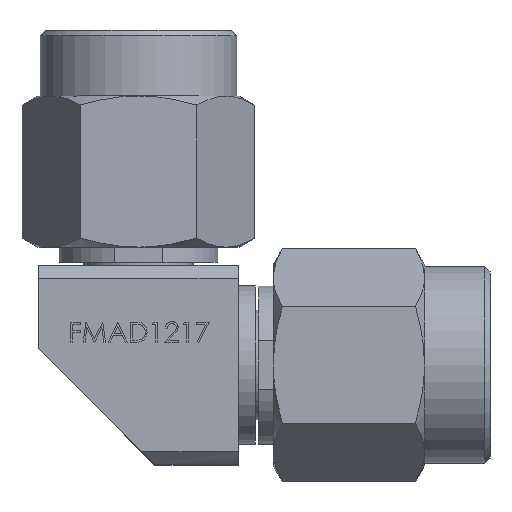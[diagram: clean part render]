
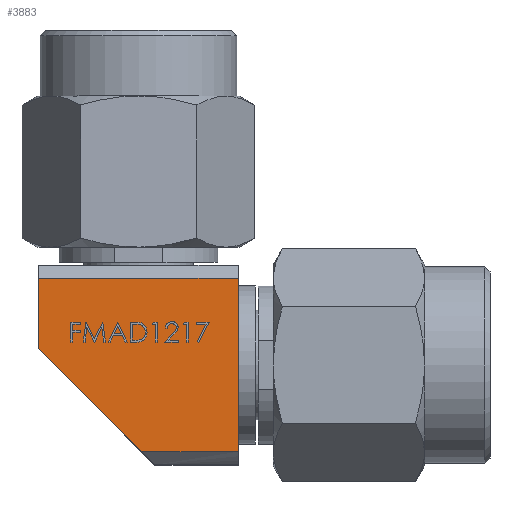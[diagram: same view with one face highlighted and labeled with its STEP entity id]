
A CAD part, top view. The second image highlights one B-rep face of the part: STEP entity #3883.
In plain terms, the highlighted planar face has unit normal (0, 0, 1).
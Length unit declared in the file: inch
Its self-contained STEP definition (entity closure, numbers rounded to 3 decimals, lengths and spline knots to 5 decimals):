
#65 = VECTOR ( 'NONE', #201, 39.37008 ) ;
#112 = ORIENTED_EDGE ( 'NONE', *, *, #5113, .T. ) ;
#158 = LINE ( 'NONE', #4067, #1125 ) ;
#183 = DIRECTION ( 'NONE',  ( 1., 0., 0. ) ) ;
#201 = DIRECTION ( 'NONE',  ( 0.707, -0.707, 0. ) ) ;
#461 = AXIS2_PLACEMENT_3D ( 'NONE', #6643, #5344, #5013 ) ;
#540 = EDGE_LOOP ( 'NONE', ( #2966, #2921, #5372, #1536, #112 ) ) ;
#681 = VECTOR ( 'NONE', #183, 39.37008 ) ;
#719 = LINE ( 'NONE', #5104, #681 ) ;
#726 = DIRECTION ( 'NONE',  ( 1., 0., 0. ) ) ;
#1125 = VECTOR ( 'NONE', #726, 39.37008 ) ;
#1127 = PLANE ( 'NONE',  #461 ) ;
#1336 = CARTESIAN_POINT ( 'NONE',  ( -0.33858, 0.02598, 0.15591 ) ) ;
#1368 = CARTESIAN_POINT ( 'NONE',  ( -0.17707, -0.13553, 0.15591 ) ) ;
#1536 = ORIENTED_EDGE ( 'NONE', *, *, #2571, .T. ) ;
#1580 = CARTESIAN_POINT ( 'NONE',  ( -0.33858, 0.13553, 0.15591 ) ) ;
#1602 = VERTEX_POINT ( 'NONE', #2324 ) ;
#1750 = CARTESIAN_POINT ( 'NONE',  ( -0.33858, 0.02598, 0.15591 ) ) ;
#2052 = VERTEX_POINT ( 'NONE', #2454 ) ;
#2078 = VERTEX_POINT ( 'NONE', #1336 ) ;
#2324 = CARTESIAN_POINT ( 'NONE',  ( -0.02677, 0.13553, 0.15591 ) ) ;
#2454 = CARTESIAN_POINT ( 'NONE',  ( -0.33858, 0.13553, 0.15591 ) ) ;
#2571 = EDGE_CURVE ( 'NONE', #2078, #4927, #2940, .T. ) ;
#2921 = ORIENTED_EDGE ( 'NONE', *, *, #4377, .F. ) ;
#2940 = LINE ( 'NONE', #1750, #65 ) ;
#2966 = ORIENTED_EDGE ( 'NONE', *, *, #3756, .T. ) ;
#3756 = EDGE_CURVE ( 'NONE', #5675, #1602, #6322, .T. ) ;
#3883 = ADVANCED_FACE ( 'NONE', ( #4774 ), #1127, .T. ) ;
#4067 = CARTESIAN_POINT ( 'NONE',  ( -0.33858, 0.13553, 0.15591 ) ) ;
#4197 = CARTESIAN_POINT ( 'NONE',  ( -0.02677, -0.13553, 0.15591 ) ) ;
#4377 = EDGE_CURVE ( 'NONE', #2052, #1602, #158, .T. ) ;
#4569 = VECTOR ( 'NONE', #6255, 39.37008 ) ;
#4774 = FACE_OUTER_BOUND ( 'NONE', #540, .T. ) ;
#4927 = VERTEX_POINT ( 'NONE', #1368 ) ;
#4984 = EDGE_CURVE ( 'NONE', #2052, #2078, #5426, .T. ) ;
#5013 = DIRECTION ( 'NONE',  ( 1., 0., 0. ) ) ;
#5104 = CARTESIAN_POINT ( 'NONE',  ( -0.17707, -0.13553, 0.15591 ) ) ;
#5113 = EDGE_CURVE ( 'NONE', #4927, #5675, #719, .T. ) ;
#5165 = CARTESIAN_POINT ( 'NONE',  ( -0.02677, -0.13553, 0.15591 ) ) ;
#5344 = DIRECTION ( 'NONE',  ( 0., 0., 1. ) ) ;
#5372 = ORIENTED_EDGE ( 'NONE', *, *, #4984, .T. ) ;
#5426 = LINE ( 'NONE', #1580, #6892 ) ;
#5675 = VERTEX_POINT ( 'NONE', #5165 ) ;
#6255 = DIRECTION ( 'NONE',  ( 0., 1., 0. ) ) ;
#6322 = LINE ( 'NONE', #4197, #4569 ) ;
#6558 = DIRECTION ( 'NONE',  ( 0., -1., 0. ) ) ;
#6643 = CARTESIAN_POINT ( 'NONE',  ( 0., 0., 0.15591 ) ) ;
#6892 = VECTOR ( 'NONE', #6558, 39.37008 ) ;
